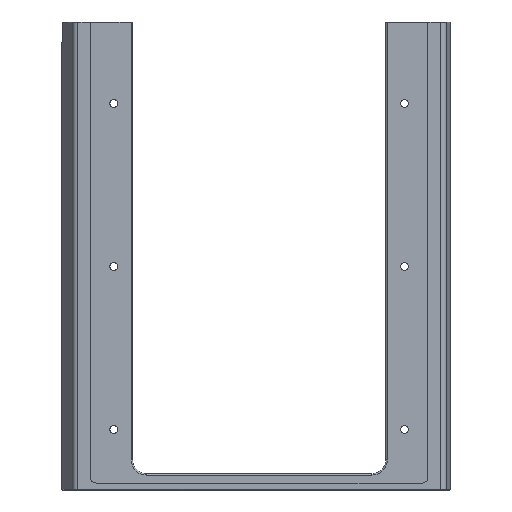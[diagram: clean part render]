
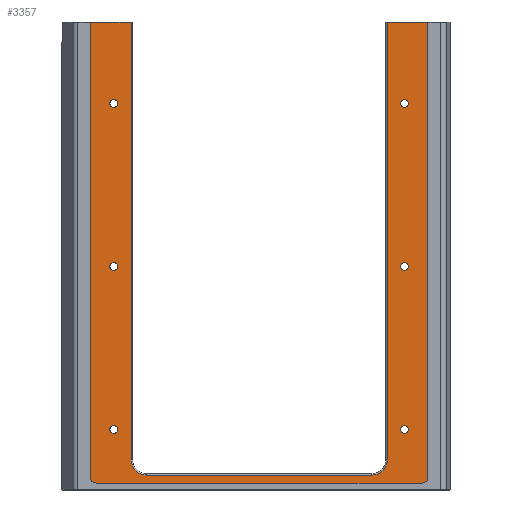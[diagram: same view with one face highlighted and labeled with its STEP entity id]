
A CAD part, front view. The second image highlights one B-rep face of the part: STEP entity #3357.
In plain terms, the highlighted planar face has unit normal (0, -1, 0).
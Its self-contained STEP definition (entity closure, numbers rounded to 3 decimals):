
#176=CIRCLE('',#3609,6.6);
#180=CIRCLE('',#3615,6.6);
#183=CIRCLE('',#3620,2.4);
#184=CIRCLE('',#3621,2.4);
#185=CIRCLE('',#3622,1.7);
#186=CIRCLE('',#3623,1.7);
#187=CIRCLE('',#3624,1.7);
#188=CIRCLE('',#3625,1.7);
#189=CIRCLE('',#3626,1.7);
#190=CIRCLE('',#3627,1.7);
#467=VERTEX_POINT('',#5283);
#470=VERTEX_POINT('',#5288);
#472=VERTEX_POINT('',#5293);
#474=VERTEX_POINT('',#5299);
#476=VERTEX_POINT('',#5305);
#478=VERTEX_POINT('',#5311);
#479=VERTEX_POINT('',#5316);
#480=VERTEX_POINT('',#5318);
#481=VERTEX_POINT('',#5320);
#482=VERTEX_POINT('',#5322);
#483=VERTEX_POINT('',#5324);
#484=VERTEX_POINT('',#5326);
#485=VERTEX_POINT('',#5328);
#486=VERTEX_POINT('',#5330);
#487=VERTEX_POINT('',#5332);
#488=VERTEX_POINT('',#5334);
#489=VERTEX_POINT('',#5336);
#490=VERTEX_POINT('',#5338);
#768=VECTOR('',#4159,1.);
#769=VECTOR('',#4171,1.);
#771=VECTOR('',#4184,1.);
#773=VECTOR('',#4187,1.);
#774=VECTOR('',#4188,1.);
#775=VECTOR('',#4191,1.);
#776=VECTOR('',#4194,1.);
#1090=LINE('',#5289,#768);
#1091=LINE('',#5300,#769);
#1093=LINE('',#5312,#771);
#1095=LINE('',#5315,#773);
#1096=LINE('',#5317,#774);
#1097=LINE('',#5321,#775);
#1098=LINE('',#5325,#776);
#1481=EDGE_CURVE('',#470,#467,#1090,.T.);
#1483=EDGE_CURVE('',#472,#470,#176,.T.);
#1486=EDGE_CURVE('',#474,#472,#1091,.T.);
#1489=EDGE_CURVE('',#476,#474,#180,.T.);
#1492=EDGE_CURVE('',#478,#476,#1093,.T.);
#1494=EDGE_CURVE('',#479,#478,#1095,.T.);
#1495=EDGE_CURVE('',#479,#480,#1096,.T.);
#1496=EDGE_CURVE('',#480,#481,#183,.T.);
#1497=EDGE_CURVE('',#481,#482,#1097,.T.);
#1498=EDGE_CURVE('',#482,#483,#184,.T.);
#1499=EDGE_CURVE('',#483,#484,#1098,.T.);
#1500=EDGE_CURVE('',#467,#484,#1095,.T.);
#1501=EDGE_CURVE('',#485,#485,#185,.T.);
#1502=EDGE_CURVE('',#486,#486,#186,.T.);
#1503=EDGE_CURVE('',#487,#487,#187,.T.);
#1504=EDGE_CURVE('',#488,#488,#188,.T.);
#1505=EDGE_CURVE('',#489,#489,#189,.T.);
#1506=EDGE_CURVE('',#490,#490,#190,.T.);
#2069=ORIENTED_EDGE('',*,*,#1481,.F.);
#2070=ORIENTED_EDGE('',*,*,#1483,.F.);
#2071=ORIENTED_EDGE('',*,*,#1486,.F.);
#2072=ORIENTED_EDGE('',*,*,#1489,.F.);
#2073=ORIENTED_EDGE('',*,*,#1492,.F.);
#2074=ORIENTED_EDGE('',*,*,#1494,.F.);
#2075=ORIENTED_EDGE('',*,*,#1495,.T.);
#2076=ORIENTED_EDGE('',*,*,#1496,.T.);
#2077=ORIENTED_EDGE('',*,*,#1497,.T.);
#2078=ORIENTED_EDGE('',*,*,#1498,.T.);
#2079=ORIENTED_EDGE('',*,*,#1499,.T.);
#2080=ORIENTED_EDGE('',*,*,#1500,.F.);
#2081=ORIENTED_EDGE('',*,*,#1501,.T.);
#2082=ORIENTED_EDGE('',*,*,#1502,.T.);
#2083=ORIENTED_EDGE('',*,*,#1503,.T.);
#2084=ORIENTED_EDGE('',*,*,#1504,.T.);
#2085=ORIENTED_EDGE('',*,*,#1505,.T.);
#2086=ORIENTED_EDGE('',*,*,#1506,.T.);
#2869=EDGE_LOOP('',(#2069,#2070,#2071,#2072,#2073,#2074,#2075,#2076,#2077,
#2078,#2079,#2080));
#2870=EDGE_LOOP('',(#2081));
#2871=EDGE_LOOP('',(#2082));
#2872=EDGE_LOOP('',(#2083));
#2873=EDGE_LOOP('',(#2084));
#2874=EDGE_LOOP('',(#2085));
#2875=EDGE_LOOP('',(#2086));
#3116=FACE_BOUND('',#2869,.T.);
#3117=FACE_BOUND('',#2870,.T.);
#3118=FACE_BOUND('',#2871,.T.);
#3119=FACE_BOUND('',#2872,.T.);
#3120=FACE_BOUND('',#2873,.T.);
#3121=FACE_BOUND('',#2874,.T.);
#3122=FACE_BOUND('',#2875,.T.);
#3357=ADVANCED_FACE('',(#3116,#3117,#3118,#3119,#3120,#3121,#3122),#6219,
 .F.);
#3609=AXIS2_PLACEMENT_3D('',#5294,#4163,#4164);
#3615=AXIS2_PLACEMENT_3D('',#5306,#4176,#4177);
#3619=AXIS2_PLACEMENT_3D('',#5314,#4186,$);
#3620=AXIS2_PLACEMENT_3D('',#5319,#4189,#4190);
#3621=AXIS2_PLACEMENT_3D('',#5323,#4192,#4193);
#3622=AXIS2_PLACEMENT_3D('',#5327,#4195,#4196);
#3623=AXIS2_PLACEMENT_3D('',#5329,#4197,#4198);
#3624=AXIS2_PLACEMENT_3D('',#5331,#4199,#4200);
#3625=AXIS2_PLACEMENT_3D('',#5333,#4201,#4202);
#3626=AXIS2_PLACEMENT_3D('',#5335,#4203,#4204);
#3627=AXIS2_PLACEMENT_3D('',#5337,#4205,#4206);
#4159=DIRECTION('',(0.,0.,1.));
#4163=DIRECTION('',(0.,-1.,0.));
#4164=DIRECTION('',(4.667,0.,-4.667));
#4171=DIRECTION('',(1.,0.,0.));
#4176=DIRECTION('',(0.,-1.,0.));
#4177=DIRECTION('',(-4.667,0.,-4.667));
#4184=DIRECTION('',(0.,0.,-1.));
#4186=DIRECTION('',(0.,1.,0.));
#4187=DIRECTION('',(1.,0.,0.));
#4188=DIRECTION('',(0.,0.,-1.));
#4189=DIRECTION('',(0.,-1.,0.));
#4190=DIRECTION('',(-1.697,0.,-1.697));
#4191=DIRECTION('',(1.,0.,0.));
#4192=DIRECTION('',(0.,-1.,0.));
#4193=DIRECTION('',(1.697,0.,-1.697));
#4194=DIRECTION('',(0.,0.,1.));
#4195=DIRECTION('',(0.,1.,0.));
#4196=DIRECTION('',(0.,0.,-1.7));
#4197=DIRECTION('',(0.,1.,0.));
#4198=DIRECTION('',(0.,0.,-1.7));
#4199=DIRECTION('',(0.,1.,0.));
#4200=DIRECTION('',(0.,0.,-1.7));
#4201=DIRECTION('',(0.,1.,0.));
#4202=DIRECTION('',(0.,0.,-1.7));
#4203=DIRECTION('',(0.,1.,0.));
#4204=DIRECTION('',(0.,0.,-1.7));
#4205=DIRECTION('',(0.,1.,0.));
#4206=DIRECTION('',(0.,0.,-1.7));
#5283=CARTESIAN_POINT('',(134.785,1.6,198.));
#5288=CARTESIAN_POINT('',(134.785,1.6,10.));
#5289=CARTESIAN_POINT('',(134.785,1.6,100.));
#5293=CARTESIAN_POINT('',(128.185,1.6,3.4));
#5294=CARTESIAN_POINT('',(128.185,1.6,10.));
#5299=CARTESIAN_POINT('',(31.385,1.6,3.4));
#5300=CARTESIAN_POINT('',(79.785,1.6,3.4));
#5305=CARTESIAN_POINT('',(24.785,1.6,10.));
#5306=CARTESIAN_POINT('',(31.385,1.6,10.));
#5311=CARTESIAN_POINT('',(24.785,1.6,198.));
#5312=CARTESIAN_POINT('',(24.785,1.6,100.));
#5314=CARTESIAN_POINT('',(79.785,1.6,99.));
#5315=CARTESIAN_POINT('',(76.186,1.6,198.));
#5316=CARTESIAN_POINT('',(7.385,1.6,198.));
#5317=CARTESIAN_POINT('',(7.385,1.6,0.));
#5318=CARTESIAN_POINT('',(7.385,1.6,2.4));
#5319=CARTESIAN_POINT('',(9.785,1.6,2.4));
#5320=CARTESIAN_POINT('',(9.785,1.6,0.));
#5321=CARTESIAN_POINT('',(152.185,1.6,0.));
#5322=CARTESIAN_POINT('',(149.785,1.6,0.));
#5323=CARTESIAN_POINT('',(149.785,1.6,2.4));
#5324=CARTESIAN_POINT('',(152.185,1.6,2.4));
#5325=CARTESIAN_POINT('',(152.185,1.6,198.));
#5326=CARTESIAN_POINT('',(152.185,1.6,198.));
#5327=CARTESIAN_POINT('',(17.335,1.6,23.));
#5328=CARTESIAN_POINT('',(17.335,1.6,21.3));
#5329=CARTESIAN_POINT('',(17.335,1.6,93.));
#5330=CARTESIAN_POINT('',(17.335,1.6,91.3));
#5331=CARTESIAN_POINT('',(17.335,1.6,163.));
#5332=CARTESIAN_POINT('',(17.335,1.6,161.3));
#5333=CARTESIAN_POINT('',(142.185,1.6,163.));
#5334=CARTESIAN_POINT('',(142.185,1.6,161.3));
#5335=CARTESIAN_POINT('',(142.185,1.6,93.));
#5336=CARTESIAN_POINT('',(142.185,1.6,91.3));
#5337=CARTESIAN_POINT('',(142.185,1.6,23.));
#5338=CARTESIAN_POINT('',(142.185,1.6,21.3));
#6219=PLANE('',#3619);
